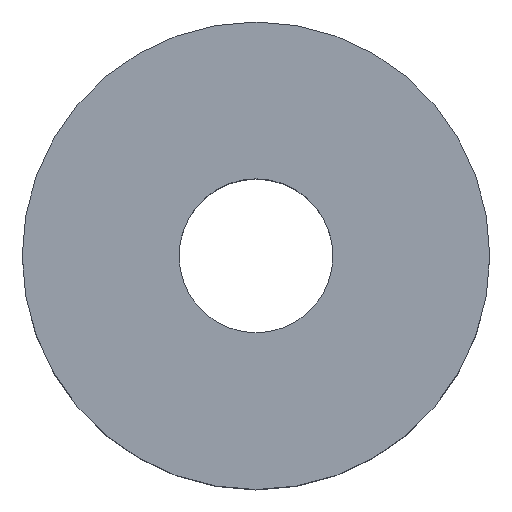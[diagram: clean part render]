
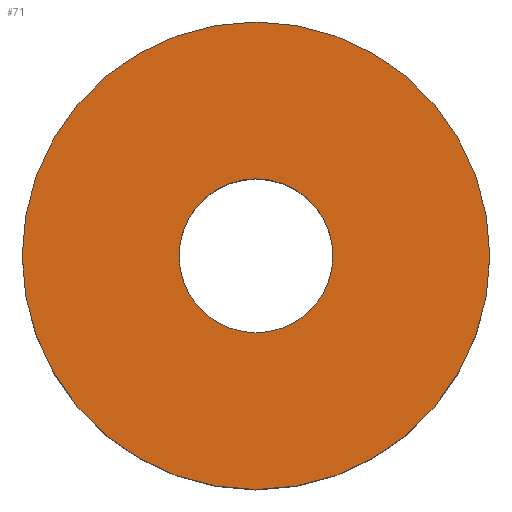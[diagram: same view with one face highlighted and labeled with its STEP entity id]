
A CAD part, top view. The second image highlights one B-rep face of the part: STEP entity #71.
In plain terms, the highlighted planar face has unit normal (0, 0, 1).
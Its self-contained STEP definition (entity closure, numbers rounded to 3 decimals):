
#61=VERTEX_POINT('',#133);
#63=EDGE_CURVE('',#69,#95,#135,.T.);
#69=VERTEX_POINT('',#141);
#71=ADVANCED_FACE('',(#143,#144),#145,.T.);
#75=EDGE_CURVE('',#83,#61,#149,.T.);
#79=EDGE_CURVE('',#61,#83,#153,.T.);
#81=EDGE_CURVE('',#95,#69,#155,.T.);
#83=VERTEX_POINT('',#157);
#95=VERTEX_POINT('',#172);
#133=CARTESIAN_POINT('',(-19.75,0.0,20.0));
#135=CIRCLE('',#206,6.5);
#141=CARTESIAN_POINT('',(-6.5,0.0,20.0));
#143=FACE_BOUND('',#216,.T.);
#144=FACE_OUTER_BOUND('',#217,.T.);
#145=PLANE('',#218);
#149=CIRCLE('',#223,19.75);
#153=CIRCLE('',#230,19.75);
#155=CIRCLE('',#233,6.5);
#157=CARTESIAN_POINT('',(19.75,0.,20.0));
#172=CARTESIAN_POINT('',(6.5,0.,20.0));
#206=AXIS2_PLACEMENT_3D('',#287,#288,#289);
#216=EDGE_LOOP('',(#292,#293));
#217=EDGE_LOOP('',(#294,#295));
#218=AXIS2_PLACEMENT_3D('',#296,#297,#298);
#223=AXIS2_PLACEMENT_3D('',#299,#300,#301);
#230=AXIS2_PLACEMENT_3D('',#303,#304,#305);
#233=AXIS2_PLACEMENT_3D('',#306,#307,#308);
#287=CARTESIAN_POINT('',(0.0,0.0,20.0));
#288=DIRECTION('',(0.0,0.0,-1.0));
#289=DIRECTION('',(1.0,0.0,0.0));
#292=ORIENTED_EDGE('',*,*,#63,.T.);
#293=ORIENTED_EDGE('',*,*,#81,.T.);
#294=ORIENTED_EDGE('',*,*,#79,.F.);
#295=ORIENTED_EDGE('',*,*,#75,.F.);
#296=CARTESIAN_POINT('',(0.0,0.0,20.0));
#297=DIRECTION('',(0.0,0.0,1.0));
#298=DIRECTION('',(1.0,0.0,0.0));
#299=CARTESIAN_POINT('',(0.0,0.0,20.0));
#300=DIRECTION('',(0.0,0.0,-1.0));
#301=DIRECTION('',(-1.0,0.0,0.0));
#303=CARTESIAN_POINT('',(0.0,0.0,20.0));
#304=DIRECTION('',(0.0,0.0,-1.0));
#305=DIRECTION('',(-1.0,0.0,0.0));
#306=CARTESIAN_POINT('',(0.0,0.0,20.0));
#307=DIRECTION('',(0.0,0.0,-1.0));
#308=DIRECTION('',(1.0,0.0,0.0));
